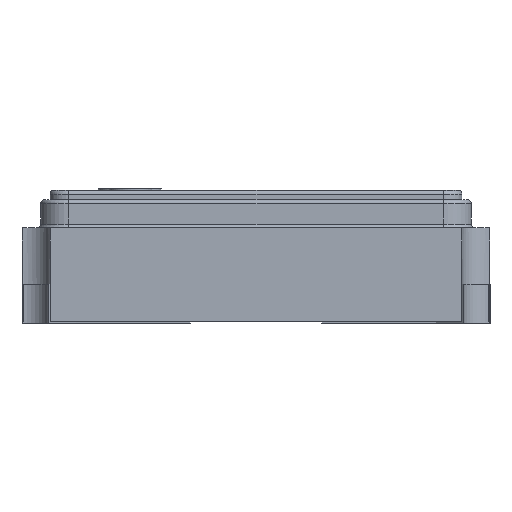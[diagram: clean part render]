
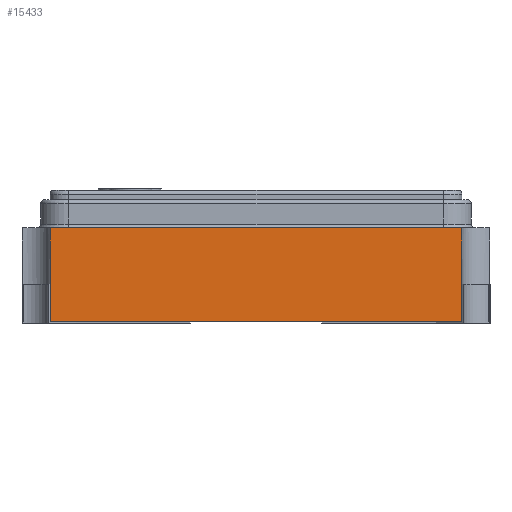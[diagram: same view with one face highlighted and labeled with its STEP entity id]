
A CAD part, left-side view. The second image highlights one B-rep face of the part: STEP entity #15433.
In plain terms, the highlighted planar face has unit normal (-1, 0, 0).
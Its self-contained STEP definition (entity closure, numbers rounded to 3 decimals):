
#459 = VECTOR ( 'NONE', #12004, 1000. ) ;
#550 = LINE ( 'NONE', #10361, #14217 ) ;
#828 = VERTEX_POINT ( 'NONE', #7823 ) ;
#1135 = VECTOR ( 'NONE', #5672, 1000. ) ;
#1424 = LINE ( 'NONE', #2656, #1135 ) ;
#1449 = ORIENTED_EDGE ( 'NONE', *, *, #16009, .T. ) ;
#1839 = FACE_OUTER_BOUND ( 'NONE', #5777, .T. ) ;
#2656 = CARTESIAN_POINT ( 'NONE',  ( -1.6, 1.1, 0. ) ) ;
#2671 = DIRECTION ( 'NONE',  ( 0., 0., -1. ) ) ;
#2724 = ORIENTED_EDGE ( 'NONE', *, *, #5068, .T. ) ;
#2989 = CARTESIAN_POINT ( 'NONE',  ( -1.6, 1.1, 0.5 ) ) ;
#3174 = CARTESIAN_POINT ( 'NONE',  ( -1.6, -1.1, 0.5 ) ) ;
#3739 = CARTESIAN_POINT ( 'NONE',  ( -1.6, 1.25, 0.5 ) ) ;
#3818 = EDGE_CURVE ( 'NONE', #17287, #7078, #13079, .T. ) ;
#3834 = EDGE_CURVE ( 'NONE', #5535, #828, #550, .T. ) ;
#4116 = VECTOR ( 'NONE', #4904, 1000. ) ;
#4629 = CARTESIAN_POINT ( 'NONE',  ( -1.6, 1.1, 0. ) ) ;
#4904 = DIRECTION ( 'NONE',  ( 0., -1., 0. ) ) ;
#5068 = EDGE_CURVE ( 'NONE', #17287, #5535, #1424, .T. ) ;
#5535 = VERTEX_POINT ( 'NONE', #4629 ) ;
#5672 = DIRECTION ( 'NONE',  ( 0., 0., -1. ) ) ;
#5777 = EDGE_LOOP ( 'NONE', ( #8747, #2724, #14788, #1449 ) ) ;
#7078 = VERTEX_POINT ( 'NONE', #3174 ) ;
#7175 = AXIS2_PLACEMENT_3D ( 'NONE', #3739, #13805, #2671 ) ;
#7666 = PLANE ( 'NONE',  #7175 ) ;
#7690 = DIRECTION ( 'NONE',  ( 0., -1., 0. ) ) ;
#7823 = CARTESIAN_POINT ( 'NONE',  ( -1.6, -1.1, 0. ) ) ;
#8747 = ORIENTED_EDGE ( 'NONE', *, *, #3818, .F. ) ;
#9143 = CARTESIAN_POINT ( 'NONE',  ( -1.6, 1.25, 0.5 ) ) ;
#9180 = LINE ( 'NONE', #16019, #459 ) ;
#10361 = CARTESIAN_POINT ( 'NONE',  ( -1.6, 1.25, 0. ) ) ;
#12004 = DIRECTION ( 'NONE',  ( 0., 0., 1. ) ) ;
#13079 = LINE ( 'NONE', #9143, #4116 ) ;
#13805 = DIRECTION ( 'NONE',  ( 1., 0., 0. ) ) ;
#14217 = VECTOR ( 'NONE', #7690, 1000. ) ;
#14788 = ORIENTED_EDGE ( 'NONE', *, *, #3834, .T. ) ;
#15433 = ADVANCED_FACE ( 'NONE', ( #1839 ), #7666, .F. ) ;
#16009 = EDGE_CURVE ( 'NONE', #828, #7078, #9180, .T. ) ;
#16019 = CARTESIAN_POINT ( 'NONE',  ( -1.6, -1.1, 0. ) ) ;
#17287 = VERTEX_POINT ( 'NONE', #2989 ) ;
